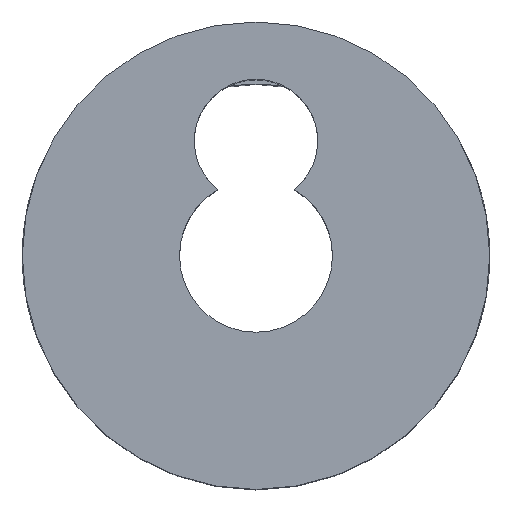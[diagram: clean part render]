
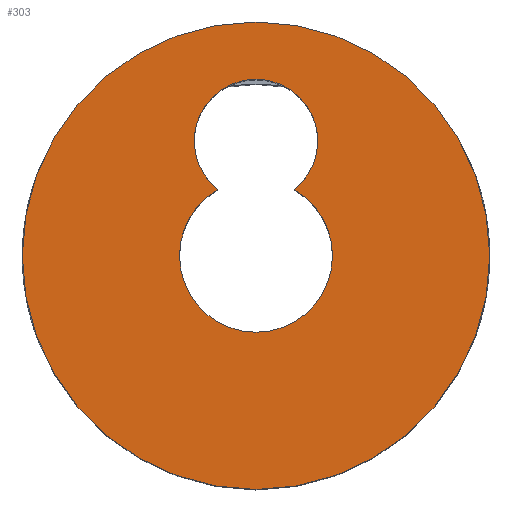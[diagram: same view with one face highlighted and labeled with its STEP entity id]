
A CAD part, top view. The second image highlights one B-rep face of the part: STEP entity #303.
In plain terms, the highlighted planar face has unit normal (0, 0, 1).
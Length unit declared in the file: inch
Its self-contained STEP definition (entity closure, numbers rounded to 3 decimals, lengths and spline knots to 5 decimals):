
#30=FACE_BOUND('',#76,.T.);
#37=PLANE('',#355);
#54=FACE_OUTER_BOUND('',#75,.T.);
#75=EDGE_LOOP('',(#275));
#76=EDGE_LOOP('',(#276,#277));
#108=CIRCLE('',#322,0.07267);
#121=CIRCLE('',#342,0.09);
#127=CIRCLE('',#354,0.275);
#130=VERTEX_POINT('',#454);
#131=VERTEX_POINT('',#456);
#155=VERTEX_POINT('',#686);
#158=EDGE_CURVE('',#131,#130,#108,.T.);
#176=EDGE_CURVE('',#131,#130,#121,.T.);
#195=EDGE_CURVE('',#155,#155,#127,.T.);
#275=ORIENTED_EDGE('',*,*,#195,.T.);
#276=ORIENTED_EDGE('',*,*,#158,.T.);
#277=ORIENTED_EDGE('',*,*,#176,.F.);
#303=ADVANCED_FACE('',(#54,#30),#37,.T.);
#322=AXIS2_PLACEMENT_3D('',#457,#365,#366);
#342=AXIS2_PLACEMENT_3D('',#492,#410,#411);
#354=AXIS2_PLACEMENT_3D('',#687,#439,#440);
#355=AXIS2_PLACEMENT_3D('',#690,#443,#444);
#365=DIRECTION('center_axis',(0.,0.,-1.));
#366=DIRECTION('ref_axis',(-1.,0.,0.));
#410=DIRECTION('center_axis',(0.,0.,1.));
#411=DIRECTION('ref_axis',(1.,0.,0.));
#439=DIRECTION('center_axis',(0.,0.,1.));
#440=DIRECTION('ref_axis',(1.,0.,0.));
#443=DIRECTION('center_axis',(0.,0.,1.));
#444=DIRECTION('ref_axis',(1.,0.,0.));
#454=CARTESIAN_POINT('',(1.8575,-1.04706,4.34));
#456=CARTESIAN_POINT('',(1.7675,-1.04706,4.34));
#457=CARTESIAN_POINT('Origin',(1.8125,-0.99,4.34));
#492=CARTESIAN_POINT('Origin',(1.8125,-1.125,4.34));
#686=CARTESIAN_POINT('',(1.5375,-1.125,4.34));
#687=CARTESIAN_POINT('Origin',(1.8125,-1.125,4.34));
#690=CARTESIAN_POINT('Origin',(1.8125,-1.125,4.34));
